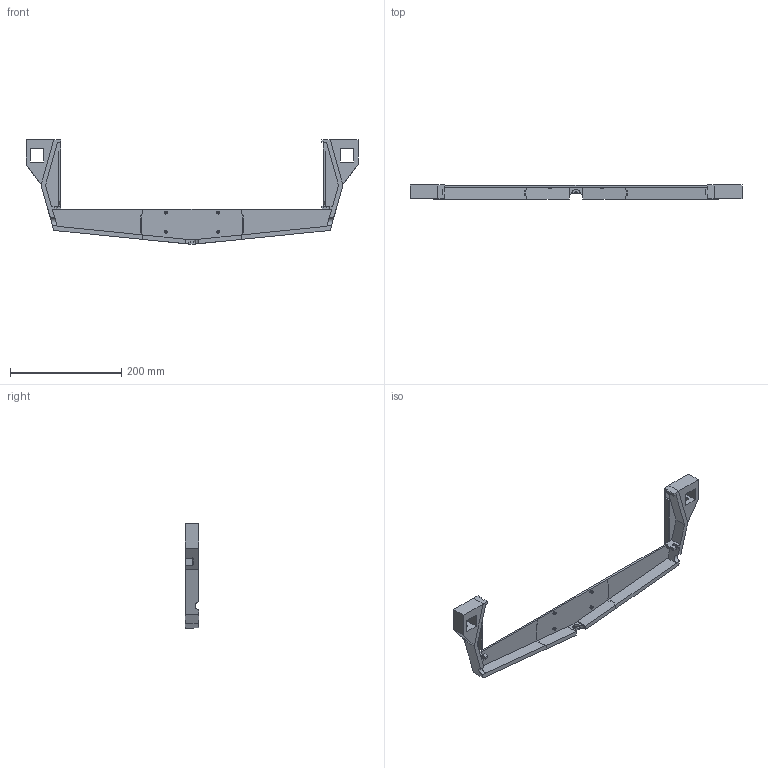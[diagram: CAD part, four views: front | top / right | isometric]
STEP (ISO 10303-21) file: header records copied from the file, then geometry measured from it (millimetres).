
FILE_DESCRIPTION(/* description */ (''),/* implementation_level */ '2;1');
FILE_NAME(/* name */ 'Frame v7.step',/* time_stamp */ '2020-07-07T18:35:03-04:00',/* author */ (''),/* organization */ (''),/* preprocessor_version */ 'ST-DEVELOPER v18.1',/* originating_system */ 'Autodesk Translation Framework v9.3.0.1241',/* authorisation */ '');
FILE_SCHEMA (('AUTOMOTIVE_DESIGN { 1 0 10303 214 3 1 1 }'));
Length unit declared in the file: millimetre
Products named in the file (1): Frame
Bounding box: 596 x 25 x 188 mm (x, y, z)
Volume: 348139 mm3; surface area: 137050 mm2
Topology: 5 solids, 5 shells, 387 faces, 1078 edges, 716 vertices
Faces by surface type: plane 228, bspline 135, cylinder 20, cone 4
Full cylindrical faces by diameter (mm): 1.623 x4, 5 x4
Entity records: 14861 total; most frequent: CARTESIAN_POINT 5797, ORIENTED_EDGE 2148, DIRECTION 1352, EDGE_CURVE 1074, LINE 762, VECTOR 762, VERTEX_POINT 716, EDGE_LOOP 410
